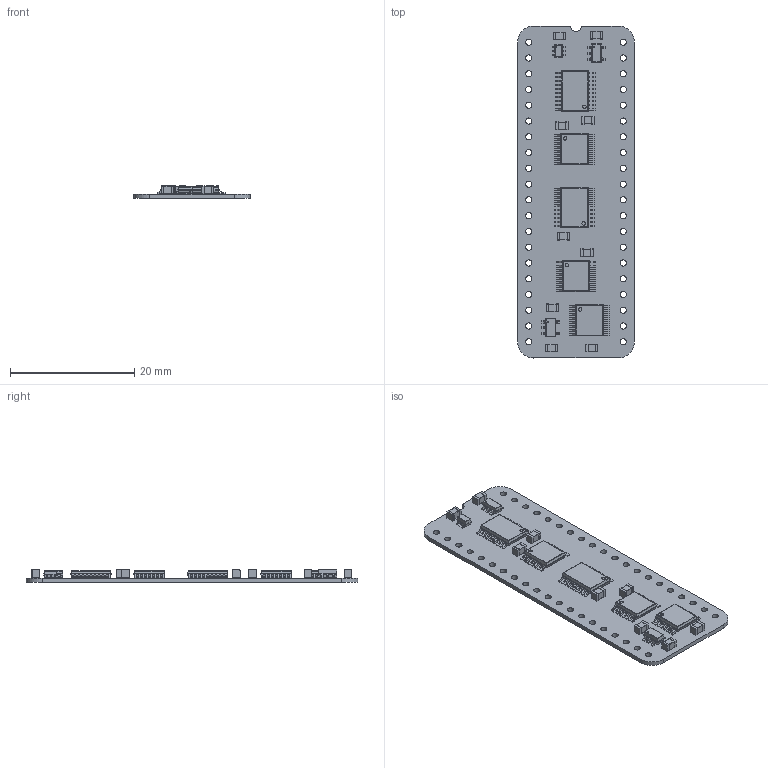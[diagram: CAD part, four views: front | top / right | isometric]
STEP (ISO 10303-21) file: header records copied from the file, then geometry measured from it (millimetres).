
FILE_DESCRIPTION(('KiCad electronic assembly'),'2;1');
FILE_NAME('Video Counter 12bit.step','2024-08-14T12:53:50',('Pcbnew'),( 'Kicad'),'Open CASCADE STEP processor 7.8','KiCad to STEP converter' ,'Unknown');
FILE_SCHEMA(('AUTOMOTIVE_DESIGN { 1 0 10303 214 1 1 1 1 }'));
Length unit declared in the file: millimetre
Products named in the file (14): Video Counter 12bit 1; C_0805_2012Metric; M74VHC1G126DTT1G; ASSEMBLY; MC74VHC139DR2G; AP7365-33WG-7; 74LVC2G04GW-Q100H; 74LVC273PW,118; Video Counter 12bit_PCB
Assembly tree (24 placements, depth 3):
  Video Counter 12bit 1
    C_0805_2012Metric  x9
      C_0805_2012Metric
    M74VHC1G126DTT1G
      ASSEMBLY
    MC74VHC139DR2G  x3
      ASSEMBLY
    AP7365-33WG-7
      ASSEMBLY
    74LVC2G04GW-Q100H
      ASSEMBLY
    74LVC273PW,118  x2
      ASSEMBLY
    Video Counter 12bit_PCB
Bounding box: 18.8 x 53.49 x 2.05 mm (x, y, z)
Volume: 837.5 mm3; surface area: 2708.4 mm2
Topology: 122 solids, 122 shells, 1848 faces, 4606 edges, 3028 vertices
Faces by surface type: plane 1311, cylinder 537
Full cylindrical faces by diameter (mm): 0.156 x1, 0.188 x1, 0.2 x1, 0.55 x5, 1 x40
Entity records: 26428 total; most frequent: CARTESIAN_POINT 4496, DIRECTION 4451, ORIENTED_EDGE 4346, EDGE_CURVE 2173, LINE 1697, VECTOR 1697, VERTEX_POINT 1422, AXIS2_PLACEMENT_3D 1377
